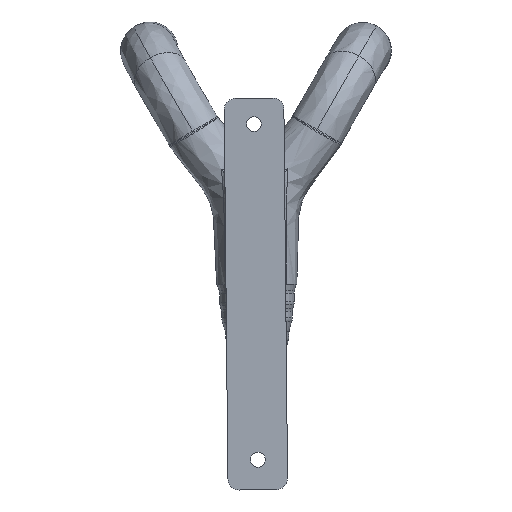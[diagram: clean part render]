
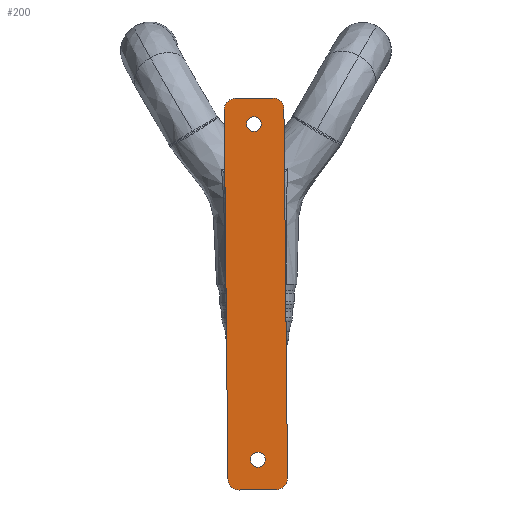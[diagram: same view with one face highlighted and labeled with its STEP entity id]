
A CAD part, front view. The second image highlights one B-rep face of the part: STEP entity #200.
In plain terms, the highlighted planar face has unit normal (0, -1, -0.002).
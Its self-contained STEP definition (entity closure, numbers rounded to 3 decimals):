
#200=ADVANCED_FACE('',(#2036,#2038,#2040),#2042,.T.);
#2036=FACE_BOUND('',#2037,.T.);
#2037=EDGE_LOOP('',(#11650,#11651,#11652,#11653,#11654,#11655,#11656,#11657));
#2038=FACE_BOUND('',#2039,.T.);
#2039=EDGE_LOOP('',(#11658));
#2040=FACE_BOUND('',#2041,.T.);
#2041=EDGE_LOOP('',(#11659));
#2042=PLANE('',#2043);
#2043=AXIS2_PLACEMENT_3D('',#2044,#2045,#2046);
#2044=CARTESIAN_POINT('',(-94.849,-12.528,6.921));
#2045=DIRECTION('',(0.,-1.,-0.002));
#2046=DIRECTION('',(-1.,0.,-0.01));
#11650=ORIENTED_EDGE('',*,*,#12596,.F.);
#11651=ORIENTED_EDGE('',*,*,#12597,.T.);
#11652=ORIENTED_EDGE('',*,*,#12598,.F.);
#11653=ORIENTED_EDGE('',*,*,#12599,.F.);
#11654=ORIENTED_EDGE('',*,*,#12600,.F.);
#11655=ORIENTED_EDGE('',*,*,#12601,.F.);
#11656=ORIENTED_EDGE('',*,*,#12602,.F.);
#11657=ORIENTED_EDGE('',*,*,#12603,.T.);
#11658=ORIENTED_EDGE('',*,*,#12604,.T.);
#11659=ORIENTED_EDGE('',*,*,#12605,.T.);
#12596=EDGE_CURVE('',#13068,#13069,#13070,.F.);
#12597=EDGE_CURVE('',#13068,#13071,#13072,.T.);
#12598=EDGE_CURVE('',#13073,#13071,#13074,.F.);
#12599=EDGE_CURVE('',#13075,#13073,#13076,.T.);
#12600=EDGE_CURVE('',#13077,#13075,#13078,.F.);
#12601=EDGE_CURVE('',#13079,#13077,#13080,.T.);
#12602=EDGE_CURVE('',#13081,#13079,#13082,.F.);
#12603=EDGE_CURVE('',#13081,#13069,#13083,.F.);
#12604=EDGE_CURVE('',#13084,#13084,#13085,.T.);
#12605=EDGE_CURVE('',#13086,#13086,#13087,.T.);
#13068=VERTEX_POINT('',#13860);
#13069=VERTEX_POINT('',#13861);
#13070=CIRCLE('',#13862,3.);
#13071=VERTEX_POINT('',#13866);
#13072=LINE('',#13867,#13868);
#13073=VERTEX_POINT('',#13870);
#13074=CIRCLE('',#13871,3.);
#13075=VERTEX_POINT('',#13875);
#13076=LINE('',#13876,#13877);
#13077=VERTEX_POINT('',#13879);
#13078=CIRCLE('',#13880,3.);
#13079=VERTEX_POINT('',#13884);
#13080=LINE('',#13885,#13886);
#13081=VERTEX_POINT('',#13888);
#13082=CIRCLE('',#13889,3.);
#13083=LINE('',#13893,#13894);
#13084=VERTEX_POINT('',#13896);
#13085=CIRCLE('',#13897,2.);
#13086=VERTEX_POINT('',#13901);
#13087=CIRCLE('',#13902,2.);
#13860=CARTESIAN_POINT('',(-94.042,-12.382,-75.075));
#13861=CARTESIAN_POINT('',(-97.012,-12.376,-78.105));
#13862=AXIS2_PLACEMENT_3D('',#13863,#13864,#13865);
#13863=CARTESIAN_POINT('',(-97.042,-12.382,-75.105));
#13864=DIRECTION('',(0.,-1.,-0.002));
#13865=DIRECTION('',(0.01,0.002,-1.));
#13866=CARTESIAN_POINT('',(-95.016,-12.559,23.92));
#13867=CARTESIAN_POINT('',(-94.042,-12.382,-75.075));
#13868=VECTOR('',#13869,1.);
#13869=DIRECTION('',(-0.01,-0.002,1.));
#13870=CARTESIAN_POINT('',(-98.046,-12.564,26.89));
#13871=AXIS2_PLACEMENT_3D('',#13872,#13873,#13874);
#13872=CARTESIAN_POINT('',(-98.016,-12.559,23.89));
#13873=DIRECTION('',(0.,-1.,-0.002));
#13874=DIRECTION('',(1.,0.,0.01));
#13875=CARTESIAN_POINT('',(-108.045,-12.564,26.792));
#13876=CARTESIAN_POINT('',(-108.045,-12.564,26.792));
#13877=VECTOR('',#13878,1.);
#13878=DIRECTION('',(1.,0.,0.01));
#13879=CARTESIAN_POINT('',(-111.016,-12.558,23.762));
#13880=AXIS2_PLACEMENT_3D('',#13881,#13882,#13883);
#13881=CARTESIAN_POINT('',(-108.016,-12.558,23.792));
#13882=DIRECTION('',(0.,-1.,-0.002));
#13883=DIRECTION('',(-0.01,-0.002,1.));
#13884=CARTESIAN_POINT('',(-110.041,-12.381,-75.233));
#13885=CARTESIAN_POINT('',(-110.041,-12.381,-75.233));
#13886=VECTOR('',#13887,1.);
#13887=DIRECTION('',(-0.01,-0.002,1.));
#13888=CARTESIAN_POINT('',(-107.012,-12.376,-78.203));
#13889=AXIS2_PLACEMENT_3D('',#13890,#13891,#13892);
#13890=CARTESIAN_POINT('',(-107.041,-12.381,-75.203));
#13891=DIRECTION('',(0.,-1.,-0.002));
#13892=DIRECTION('',(-1.,0.,-0.01));
#13893=CARTESIAN_POINT('',(-97.012,-12.376,-78.105));
#13894=VECTOR('',#13895,1.);
#13895=DIRECTION('',(-1.,0.,-0.01));
#13896=CARTESIAN_POINT('',(-104.012,-12.391,-70.075));
#13897=AXIS2_PLACEMENT_3D('',#13898,#13899,#13900);
#13898=CARTESIAN_POINT('',(-102.012,-12.391,-70.075));
#13899=DIRECTION('',(0.,1.,0.002));
#13900=DIRECTION('',(-1.,0.,0.));
#13901=CARTESIAN_POINT('',(-105.05,-12.552,19.92));
#13902=AXIS2_PLACEMENT_3D('',#13903,#13904,#13905);
#13903=CARTESIAN_POINT('',(-103.05,-12.552,19.92));
#13904=DIRECTION('',(0.,1.,0.002));
#13905=DIRECTION('',(-1.,0.,0.));
